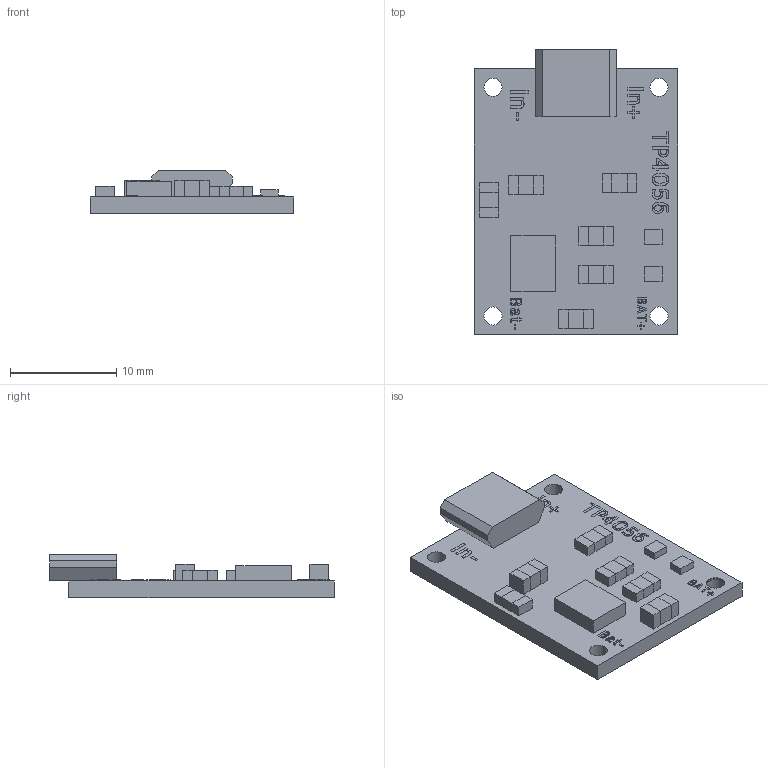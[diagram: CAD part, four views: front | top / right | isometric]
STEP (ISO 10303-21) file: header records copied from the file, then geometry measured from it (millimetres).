
FILE_DESCRIPTION( ( '' ), ' ' );
FILE_NAME( '59cda809cc24cc111fa95179.step', '2017-09-29T01:55:22', ( '' ), ( '' ), ' ', ' ', ' ' );
FILE_SCHEMA( ( 'AUTOMOTIVE_DESIGN { 1 0 10303 214 1 1 1 1 }' ) );
Length unit declared in the file: metre
Products named in the file (19): Part 19; PCB; Cap Body; Cap Ends; Res Body; Res Ends; Part 6; Part 7; Part 8; Part 9; Part 10; Part 11; Part 12; Part 13; RED LED; GREEN LED; IC; Part 17; Part 18
Bounding box: 19.2 x 26.81 x 4.13 mm (x, y, z)
Volume: 977.2 mm3; surface area: 2432.7 mm2
Topology: 19 solids, 19 shells, 645 faces, 1695 edges, 1132 vertices
Faces by surface type: plane 370, extrusion 263, cylinder 12
Full cylindrical faces by diameter (mm): 0.255 x6, 1.71 x5
Entity records: 25274 total; most frequent: CARTESIAN_POINT 5048, ORIENTED_EDGE 3356, DIRECTION 2240, EDGE_CURVE 1678, VECTOR 1390, LINE 1127, VERTEX_POINT 1126, B_SPLINE_CURVE_WITH_KNOTS 790
